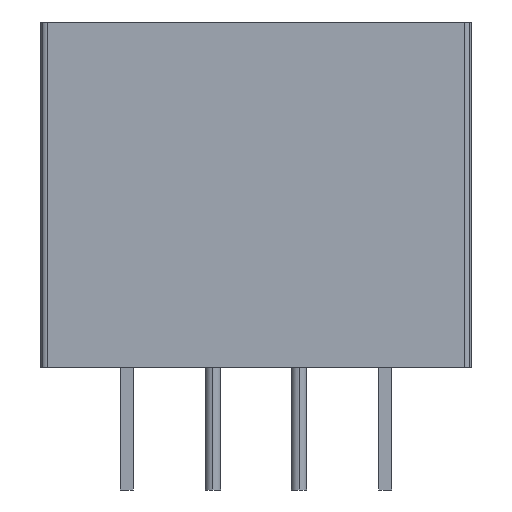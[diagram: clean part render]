
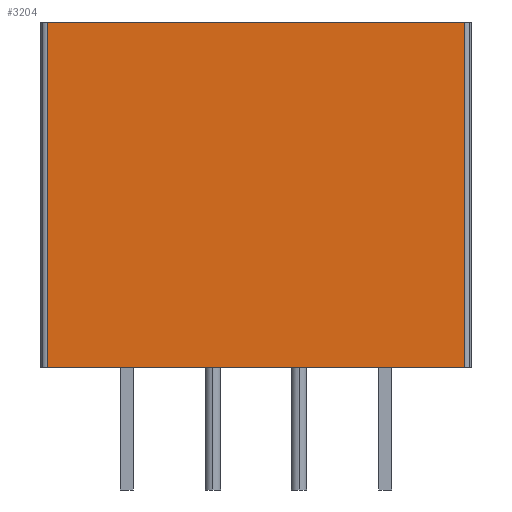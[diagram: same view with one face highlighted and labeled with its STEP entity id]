
A CAD part, left-side view. The second image highlights one B-rep face of the part: STEP entity #3204.
In plain terms, the highlighted planar face has unit normal (-1, 0, 0).
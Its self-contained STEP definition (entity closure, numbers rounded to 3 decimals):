
#2878=CARTESIAN_POINT('',(-5.08,6.15,0.0));
#2879=VERTEX_POINT('',#2878);
#2887=CARTESIAN_POINT('',(-5.08,6.15,10.2));
#2888=VERTEX_POINT('',#2887);
#2889=CARTESIAN_POINT('',(-5.08,6.15,0.0));
#2890=DIRECTION('',(0.0,0.0,1.0));
#2891=VECTOR('',#2890,10.2);
#2892=LINE('',#2889,#2891);
#2893=EDGE_CURVE('',#2879,#2888,#2892,.T.);
#3156=CARTESIAN_POINT('',(-5.08,-6.15,10.2));
#3157=VERTEX_POINT('',#3156);
#3165=CARTESIAN_POINT('',(-5.08,-6.15,0.0));
#3166=VERTEX_POINT('',#3165);
#3167=CARTESIAN_POINT('',(-5.08,-6.15,0.0));
#3168=DIRECTION('',(0.0,0.0,1.0));
#3169=VECTOR('',#3168,10.2);
#3170=LINE('',#3167,#3169);
#3171=EDGE_CURVE('',#3166,#3157,#3170,.T.);
#3183=CARTESIAN_POINT('',(-5.08,-6.15,0.0));
#3184=DIRECTION('',(-1.0,0.0,0.0));
#3185=DIRECTION('',(0.0,0.0,1.0));
#3186=AXIS2_PLACEMENT_3D('',#3183,#3184,#3185);
#3187=PLANE('',#3186);
#3188=CARTESIAN_POINT('',(-5.08,-6.15,10.2));
#3189=DIRECTION('',(0.0,1.0,0.0));
#3190=VECTOR('',#3189,12.3);
#3191=LINE('',#3188,#3190);
#3192=EDGE_CURVE('',#3157,#2888,#3191,.T.);
#3193=ORIENTED_EDGE('',*,*,#3192,.T.);
#3194=ORIENTED_EDGE('',*,*,#2893,.F.);
#3195=CARTESIAN_POINT('',(-5.08,6.15,0.0));
#3196=DIRECTION('',(0.0,-1.0,0.0));
#3197=VECTOR('',#3196,12.3);
#3198=LINE('',#3195,#3197);
#3199=EDGE_CURVE('',#2879,#3166,#3198,.T.);
#3200=ORIENTED_EDGE('',*,*,#3199,.T.);
#3201=ORIENTED_EDGE('',*,*,#3171,.T.);
#3202=EDGE_LOOP('',(#3193,#3194,#3200,#3201));
#3203=FACE_OUTER_BOUND('',#3202,.T.);
#3204=ADVANCED_FACE('',(#3203),#3187,.T.);
